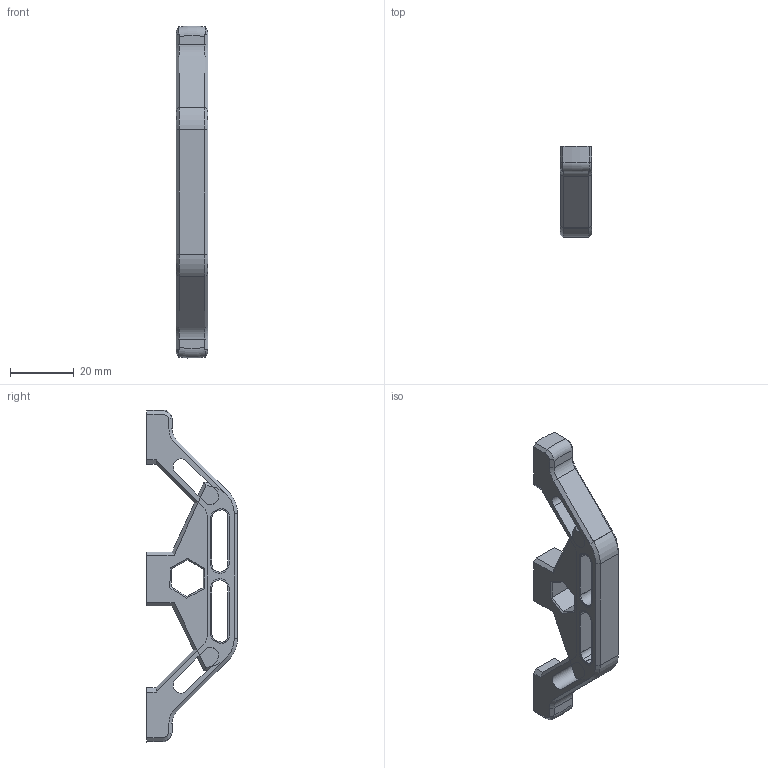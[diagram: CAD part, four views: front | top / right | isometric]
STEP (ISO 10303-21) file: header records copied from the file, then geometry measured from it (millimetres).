
FILE_DESCRIPTION(/* description */ (''),/* implementation_level */ '2;1');
FILE_NAME(/* name */ 'Door_Handle_More_Magnets.step',/* time_stamp */ '2023-03-01T16:31:23Z',/* author */ (''),/* organization */ (''),/* preprocessor_version */ 'ST-DEVELOPER v19.2',/* originating_system */ 'Autodesk Translation Framework v11.17.0.187',/* authorisation */ '');
FILE_SCHEMA (('AUTOMOTIVE_DESIGN { 1 0 10303 214 3 1 1 }'));
Length unit declared in the file: millimetre
Products named in the file (3): Door Handle; Door Handle_Tophat; Door Handle_Main
Assembly tree (2 placements, depth 2):
  Door Handle
    Door Handle_Tophat
    Door Handle_Main
Bounding box: 10 x 28.5 x 104.21 mm (x, y, z)
Volume: 14932 mm3; surface area: 10559 mm2
Topology: 2 solids, 2 shells, 196 faces, 460 edges, 274 vertices
Faces by surface type: plane 116, cone 38, cylinder 36, bspline 4, torus 2
Full cylindrical faces by diameter (mm): 6.1 x6
Entity records: 5891 total; most frequent: CARTESIAN_POINT 1290, DIRECTION 946, ORIENTED_EDGE 920, EDGE_CURVE 460, LINE 328, VECTOR 328, AXIS2_PLACEMENT_3D 309, VERTEX_POINT 274
